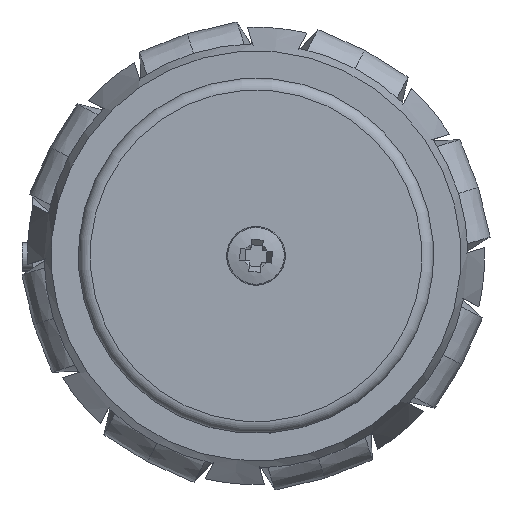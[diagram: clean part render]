
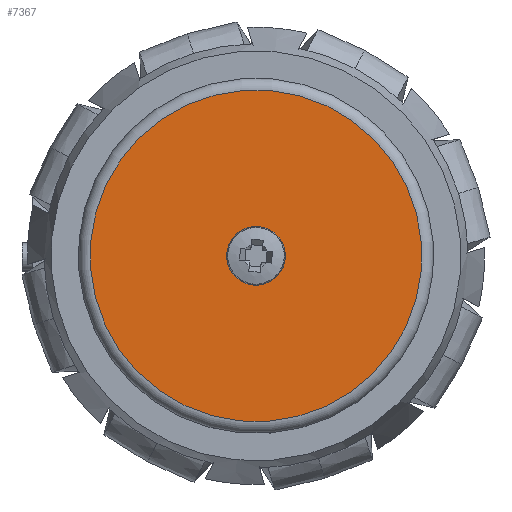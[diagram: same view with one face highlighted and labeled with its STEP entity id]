
A CAD part, top view. The second image highlights one B-rep face of the part: STEP entity #7367.
In plain terms, the highlighted face is planar.
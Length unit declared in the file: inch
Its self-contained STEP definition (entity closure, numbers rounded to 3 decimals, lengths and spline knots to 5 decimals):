
#688=CIRCLE($,#8117,0.7);
#690=CIRCLE($,#8121,0.05975);
#869=FACE_BOUND($,#1817,.T.);
#870=FACE_BOUND($,#1818,.T.);
#1817=EDGE_LOOP($,(#6474));
#1818=EDGE_LOOP($,(#6475));
#3661=VERTEX_POINT($,#12666);
#3663=VERTEX_POINT($,#12672);
#4614=EDGE_CURVE($,#3661,#3661,#688,.T.);
#4616=EDGE_CURVE($,#3663,#3663,#690,.T.);
#6474=ORIENTED_EDGE($,*,*,#4616,.T.);
#6475=ORIENTED_EDGE($,*,*,#4614,.F.);
#6945=PLANE($,#8120);
#7367=ADVANCED_FACE($,(#869,#870),#6945,.F.);
#8117=AXIS2_PLACEMENT_3D($,#12667,#10100,#10101);
#8120=AXIS2_PLACEMENT_3D($,#12671,#10106,#10107);
#8121=AXIS2_PLACEMENT_3D($,#12673,#10108,#10109);
#10100=DIRECTION('center_axis',(0.,0.,1.));
#10101=DIRECTION('ref_axis',(-1.,0.,0.));
#10106=DIRECTION('center_axis',(0.,0.,1.));
#10107=DIRECTION('ref_axis',(1.,0.,0.));
#10108=DIRECTION('center_axis',(0.,0.,1.));
#10109=DIRECTION('ref_axis',(-1.,0.,0.));
#12666=CARTESIAN_POINT('',(0.7,0.,0.));
#12667=CARTESIAN_POINT('Origin',(0.,0.,0.));
#12671=CARTESIAN_POINT('Origin',(0.,0.,
0.));
#12672=CARTESIAN_POINT('',(0.05975,0.,0.));
#12673=CARTESIAN_POINT('Origin',(0.,0.,0.));
